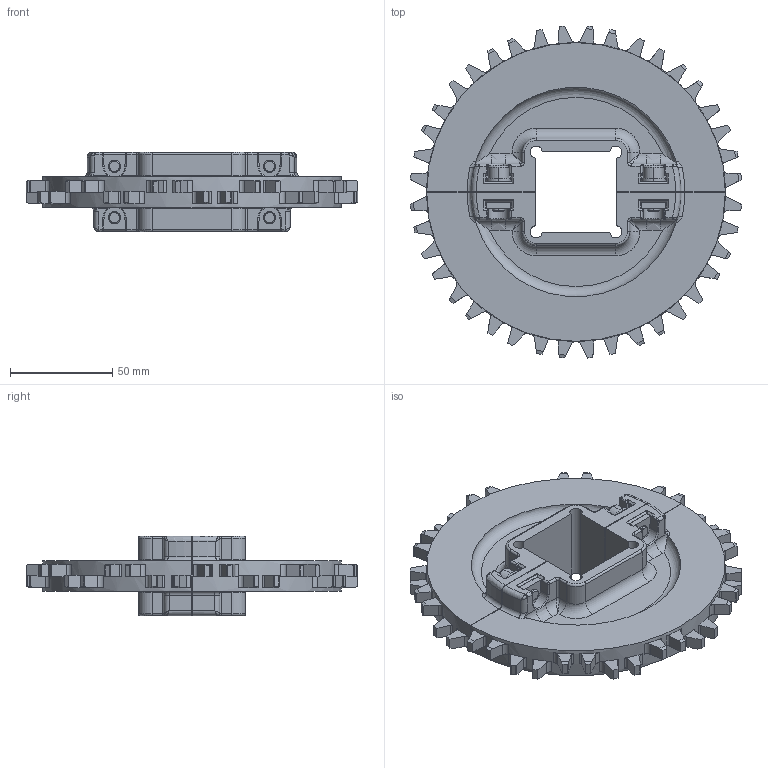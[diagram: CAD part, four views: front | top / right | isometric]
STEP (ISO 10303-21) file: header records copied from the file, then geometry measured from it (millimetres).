
FILE_DESCRIPTION (( 'STEP AP214' ), '1' );
FILE_NAME ('Rexnord-SSW 1000 SPLIT SPROCKETS WIDE HUB-SSW 1000 20-40x40.STEP', '2020-11-23T10:41:39', ( '' ), ( '' ), 'SwSTEP 2.0', 'SolidWorks 2020', '' );
FILE_SCHEMA (( 'AUTOMOTIVE_DESIGN' ));
Length unit declared in the file: millimetre
Products named in the file (5): Rexnord-SSW 1000 SPLIT SPROCKETS WIDE HUB-SSW 1000 20-40x40_SSW_1000_SSW 1000 20-40x40; Rexnord-SSW 1000 SPLIT SPROCKETS WIDE HUB-SSW 1000 20-40x40_Screw; Rexnord-SSW 1000 SPLIT SPROCKETS WIDE HUB-SSW 1000 20-40x40_Wisher; Rexnord-SSW 1000 SPLIT SPROCKETS WIDE HUB-SSW 1000 20-40x40; Rexnord-SSW 1000 SPLIT SPROCKETS WIDE HUB-SSW 1000 20-40x40_Allen_Bolt
Assembly tree (13 placements, depth 2):
  Rexnord-SSW 1000 SPLIT SPROCKETS WIDE HUB-SSW 1000 20-40x40
    Rexnord-SSW 1000 SPLIT SPROCKETS WIDE HUB-SSW 1000 20-40x40_SSW_1000_SSW 1000 20-40x40
    Rexnord-SSW 1000 SPLIT SPROCKETS WIDE HUB-SSW 1000 20-40x40_Screw  x4
    Rexnord-SSW 1000 SPLIT SPROCKETS WIDE HUB-SSW 1000 20-40x40_Wisher  x4
    Rexnord-SSW 1000 SPLIT SPROCKETS WIDE HUB-SSW 1000 20-40x40_Allen_Bolt  x4
Bounding box: 162.61 x 162.7 x 39 mm (x, y, z)
Volume: 253548.2 mm3; surface area: 73713.9 mm2
Topology: 16 solids, 16 shells, 1274 faces, 3312 edges, 2066 vertices
Faces by surface type: plane 518, cylinder 510, bspline 150, torus 56, cone 40
Entity records: 38685 total; most frequent: CARTESIAN_POINT 11011, ORIENTED_EDGE 6074, DIRECTION 5527, EDGE_CURVE 3037, AXIS2_PLACEMENT_3D 1971, VERTEX_POINT 1916, VECTOR 1585, LINE 1585
